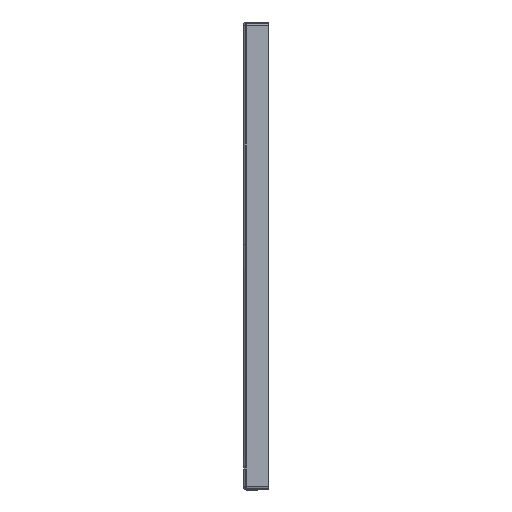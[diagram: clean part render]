
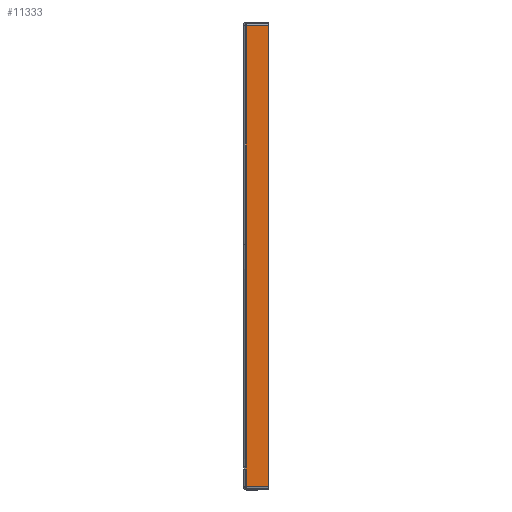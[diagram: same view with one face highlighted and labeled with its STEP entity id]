
A CAD part, left-side view. The second image highlights one B-rep face of the part: STEP entity #11333.
In plain terms, the highlighted planar face has unit normal (-1, 0, 0).
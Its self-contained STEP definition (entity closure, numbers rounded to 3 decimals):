
#2887=DIRECTION('',(0.,0.,1.));
#2888=VECTOR('',#2887,420.503);
#2889=CARTESIAN_POINT('',(-900.,-5.049,
472.497));
#2890=LINE('',#2889,#2888);
#2891=DIRECTION('',(0.,0.,-1.));
#2892=VECTOR('',#2891,886.);
#2893=CARTESIAN_POINT('',(-900.,-48.,893.));
#2894=LINE('',#2893,#2892);
#2895=DIRECTION('',(0.,1.,0.));
#2896=VECTOR('',#2895,42.982);
#2897=CARTESIAN_POINT('',(-900.,-48.,7.));
#2898=LINE('',#2897,#2896);
#2899=DIRECTION('',(0.,-0.003,1.));
#2900=VECTOR('',#2899,32.993);
#2901=CARTESIAN_POINT('',(-900.,-5.018,
7.));
#2902=LINE('',#2901,#2900);
#2912=DIRECTION('',(0.,0.,-1.));
#2913=VECTOR('',#2912,5.007);
#2914=CARTESIAN_POINT('',(-900.,-5.106,
45.));
#2915=LINE('',#2914,#2913);
#3473=DIRECTION('',(0.,1.,0.));
#3474=VECTOR('',#3473,43.);
#3475=CARTESIAN_POINT('',(-900.,-48.,893.));
#3476=LINE('',#3475,#3474);
#3501=CARTESIAN_POINT('',(-900.,-5.049,
472.497));
#3502=CARTESIAN_POINT('',(-900.,-5.055,
425.227));
#3503=CARTESIAN_POINT('',(-900.,-5.068,
330.533));
#3504=CARTESIAN_POINT('',(-900.,-5.087,
188.034));
#3505=CARTESIAN_POINT('',(-900.,-5.1,
92.729));
#3506=CARTESIAN_POINT('',(-900.,-5.106,
45.));
#6403=CARTESIAN_POINT('',(-900.,-48.,893.));
#6404=CARTESIAN_POINT('',(-900.,-48.,7.));
#6405=VERTEX_POINT('',#6403);
#6406=VERTEX_POINT('',#6404);
#6427=CARTESIAN_POINT('',(-900.,-5.106,
45.));
#6428=CARTESIAN_POINT('',(-900.,-5.106,
39.993));
#6429=VERTEX_POINT('',#6427);
#6430=VERTEX_POINT('',#6428);
#6431=VERTEX_POINT('',#3501);
#6432=CARTESIAN_POINT('',(-900.,-5.,
893.));
#6433=VERTEX_POINT('',#6432);
#6434=CARTESIAN_POINT('',(-900.,-5.018,
7.));
#6435=VERTEX_POINT('',#6434);
#11313=CARTESIAN_POINT('',(-900.,0.,0.));
#11314=DIRECTION('',(-1.,0.,0.));
#11315=DIRECTION('',(0.,0.,1.));
#11316=AXIS2_PLACEMENT_3D('',#11313,#11314,#11315);
#11317=PLANE('',#11316);
#11319=ORIENTED_EDGE('',*,*,#11318,.F.);
#11321=ORIENTED_EDGE('',*,*,#11320,.F.);
#11323=ORIENTED_EDGE('',*,*,#11322,.T.);
#11325=ORIENTED_EDGE('',*,*,#11324,.F.);
#11326=ORIENTED_EDGE('',*,*,#11279,.T.);
#11328=ORIENTED_EDGE('',*,*,#11327,.T.);
#11330=ORIENTED_EDGE('',*,*,#11329,.T.);
#11331=EDGE_LOOP('',(#11319,#11321,#11323,#11325,#11326,#11328,#11330));
#11332=FACE_OUTER_BOUND('',#11331,.F.);
#11333=ADVANCED_FACE('',(#11332),#11317,.T.);
#3507=B_SPLINE_CURVE_WITH_KNOTS('',3,(#3501,#3502,#3503,#3504,#3505,#3506),
.UNSPECIFIED.,.F.,.F.,(4,1,1,4),(0.,0.333,0.667,1.),
.UNSPECIFIED.);
#11279=EDGE_CURVE('',#6405,#6406,#2894,.T.);
#11318=EDGE_CURVE('',#6429,#6430,#2915,.T.);
#11320=EDGE_CURVE('',#6431,#6429,#3507,.T.);
#11322=EDGE_CURVE('',#6431,#6433,#2890,.T.);
#11324=EDGE_CURVE('',#6405,#6433,#3476,.T.);
#11327=EDGE_CURVE('',#6406,#6435,#2898,.T.);
#11329=EDGE_CURVE('',#6435,#6430,#2902,.T.);
